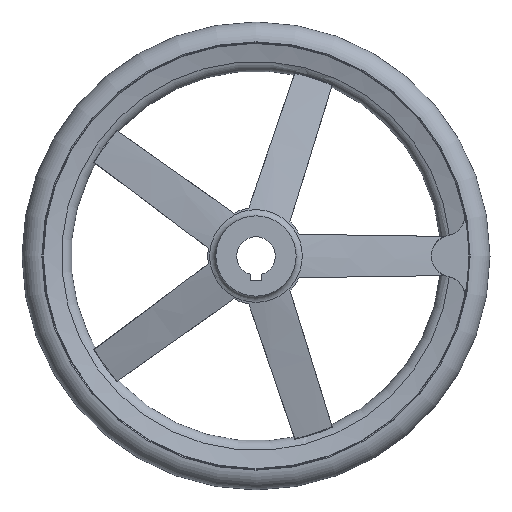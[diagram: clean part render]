
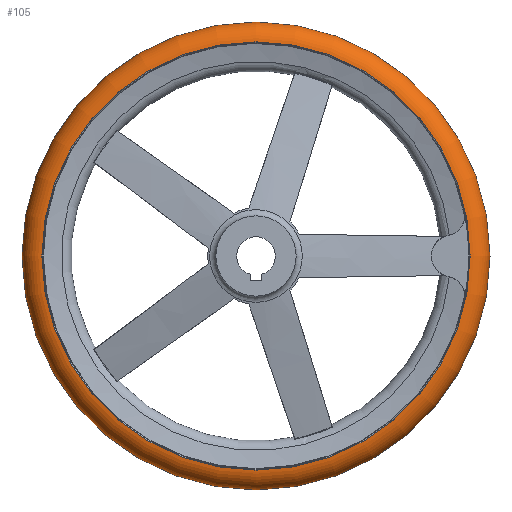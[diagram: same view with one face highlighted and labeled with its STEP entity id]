
A CAD part, front view. The second image highlights one B-rep face of the part: STEP entity #105.
In plain terms, the highlighted toroidal (fillet/blend) face has major radius 143.5 mm and minor radius 14 mm.
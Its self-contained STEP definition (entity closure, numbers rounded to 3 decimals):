
#105 = ADVANCED_FACE( '', ( #260, #261, #262 ), #263, .T. );
#260 = FACE_BOUND( '', #481, .T. );
#261 = FACE_OUTER_BOUND( '', #482, .T. );
#262 = FACE_OUTER_BOUND( '', #483, .T. );
#263 = TOROIDAL_SURFACE( '', #484, 143.5, 14. );
#481 = VERTEX_LOOP( '', #774 );
#482 = EDGE_LOOP( '', ( #775 ) );
#483 = EDGE_LOOP( '', ( #776 ) );
#484 = AXIS2_PLACEMENT_3D( '', #777, #778, #779 );
#774 = VERTEX_POINT( '', #1329 );
#775 = ORIENTED_EDGE( '', *, *, #1317, .T. );
#776 = ORIENTED_EDGE( '', *, *, #1330, .F. );
#777 = CARTESIAN_POINT( '', ( 0., 42., 0. ) );
#778 = DIRECTION( '', ( 0., -1., 0. ) );
#779 = DIRECTION( '', ( 0., 0., -1. ) );
#1317 = EDGE_CURVE( '', #1575, #1575, #1576, .T. );
#1329 = CARTESIAN_POINT( '', ( 0., 42., -157.5 ) );
#1330 = EDGE_CURVE( '', #1596, #1596, #1597, .T. );
#1575 = VERTEX_POINT( '', #2088 );
#1576 = CIRCLE( '', #2089, 144.083 );
#1596 = VERTEX_POINT( '', #2117 );
#1597 = CIRCLE( '', #2118, 144.083 );
#2088 = CARTESIAN_POINT( '', ( 0., 55.988, -144.083 ) );
#2089 = AXIS2_PLACEMENT_3D( '', #2957, #2958, #2959 );
#2117 = CARTESIAN_POINT( '', ( 0., 28.012, -144.083 ) );
#2118 = AXIS2_PLACEMENT_3D( '', #2974, #2975, #2976 );
#2957 = CARTESIAN_POINT( '', ( 0., 55.988, 0. ) );
#2958 = DIRECTION( '', ( 0., -1., 0. ) );
#2959 = DIRECTION( '', ( 0., 0., -1. ) );
#2974 = CARTESIAN_POINT( '', ( 0., 28.012, 0. ) );
#2975 = DIRECTION( '', ( 0., -1., 0. ) );
#2976 = DIRECTION( '', ( 0., 0., -1. ) );
